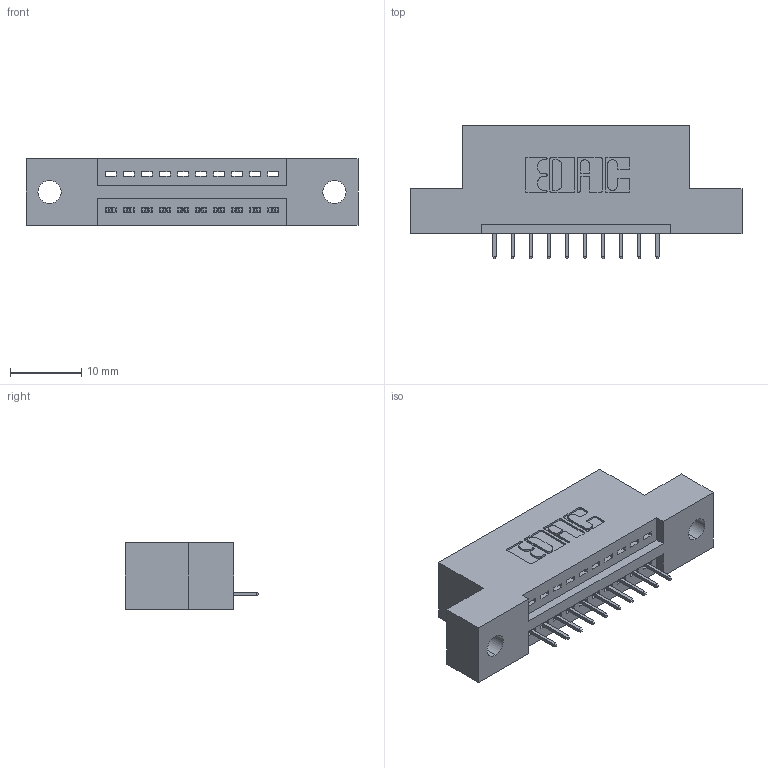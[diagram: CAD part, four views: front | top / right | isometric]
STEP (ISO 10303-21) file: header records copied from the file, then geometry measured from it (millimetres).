
FILE_DESCRIPTION (( 'STEP AP203' ), '1' );
FILE_NAME ('395-010-525-102.STEP', '2020-09-23T05:42:45', ( '' ), ( '' ), 'SwSTEP 2.0', 'SolidWorks 2020', '' );
FILE_SCHEMA (( 'CONFIG_CONTROL_DESIGN' ));
Length unit declared in the file: inch
Products named in the file (3): 345 Part_Flush Mounting Lugs - 0.128 Dia; 345-292-001_345-293-125; 395-010-525-102
Assembly tree (11 placements, depth 2):
  395-010-525-102
    345 Part_Flush Mounting Lugs - 0.128 Dia
    345-292-001_345-293-125  x10
Bounding box: 46.61 x 18.72 x 9.4 mm (x, y, z)
Volume: 4087.3 mm3; surface area: 4589.1 mm2
Topology: 11 solids, 11 shells, 746 faces, 2141 edges, 1386 vertices
Faces by surface type: plane 540, cylinder 206
Entity records: 11911 total; most frequent: CARTESIAN_POINT 2070, ORIENTED_EDGE 2014, DIRECTION 1855, EDGE_CURVE 1007, LINE 839, VECTOR 839, VERTEX_POINT 666, AXIS2_PLACEMENT_3D 508
